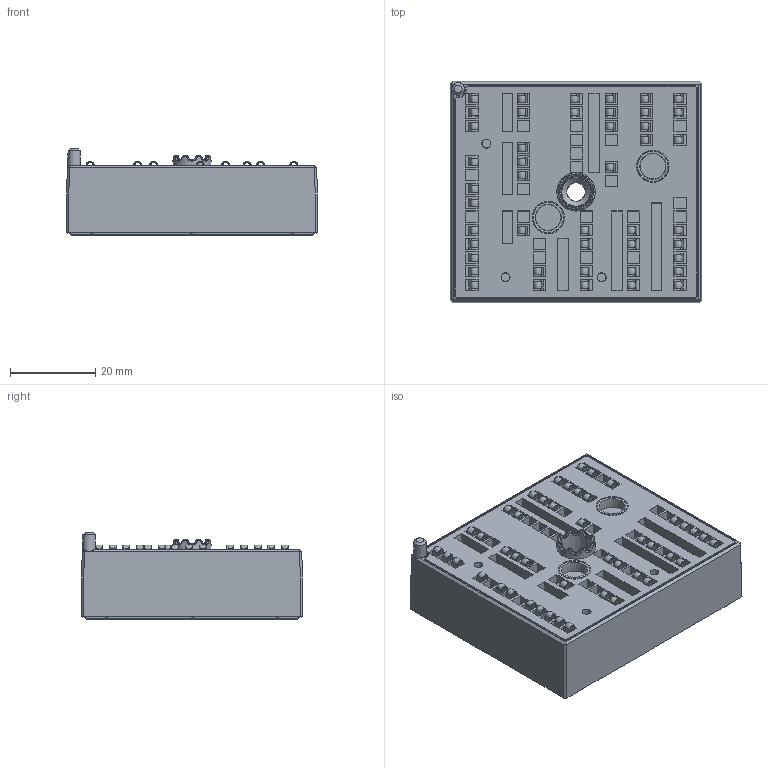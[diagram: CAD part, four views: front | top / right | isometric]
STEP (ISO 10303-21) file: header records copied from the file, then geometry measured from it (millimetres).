
FILE_DESCRIPTION(/* description */ ('Unknown'),/* implementation_level */ '2;1');
FILE_NAME(/* name */ 'MiniSkiiP2-K360(450)-01-OL',/* time_stamp */ '2016-12-15T15:45:35+01:00',/* author */ ('Unknown'),/* organization */ ('Unknown'),/* preprocessor_version */ 'ST-DEVELOPER v16',/* originating_system */ 'DEX',/* authorisation */ $);
FILE_SCHEMA (('AUTOMOTIVE_DESIGN {1 0 10303 214 3 1 1}'));
Products named in the file (1): MiniSkiiP2-K360-01-OL
Bounding box: 58.99 x 51.99 x 20.29 mm (x, y, z)
Volume: 46928.6 mm3; surface area: 14407 mm2
Topology: 1 solids, 4 shells, 1707 faces, 4647 edges, 2715 vertices
Faces by surface type: plane 1056, bspline 448, cylinder 122, torus 67, cone 14
Full cylindrical faces by diameter (mm): 3 x2, 5 x2, 5.5 x1, 6.2 x1, 6.8 x1, 7.5 x1, 7.8 x1, 8 x1
Entity records: 69727 total; most frequent: CARTESIAN_POINT 20512, ORIENTED_EDGE 8488, DIRECTION 6142, EDGE_CURVE 4244, LINE 2718, VECTOR 2718, VERTEX_POINT 2697, EDGE_LOOP 1869
